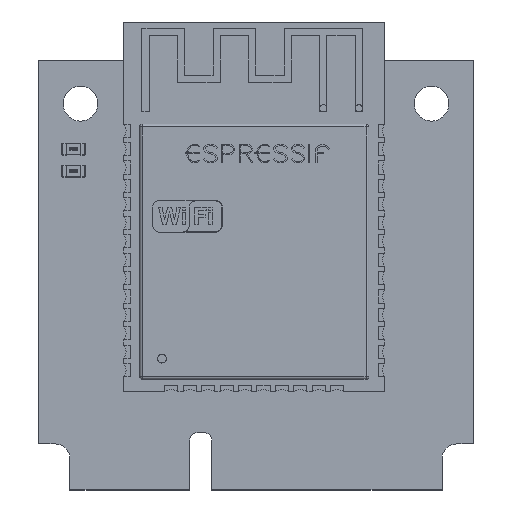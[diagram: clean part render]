
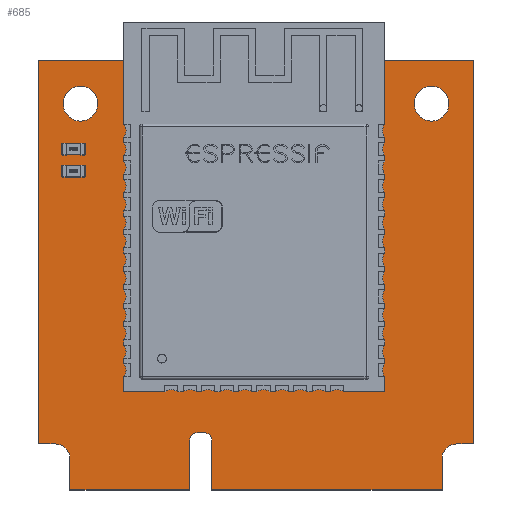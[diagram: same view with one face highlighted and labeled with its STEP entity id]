
A CAD part, top view. The second image highlights one B-rep face of the part: STEP entity #685.
In plain terms, the highlighted planar face has unit normal (0, 0, 1).
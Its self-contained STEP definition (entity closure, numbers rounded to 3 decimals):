
#92 = VERTEX_POINT('',#93);
#93 = CARTESIAN_POINT('',(2.286,0.381,0.411));
#99 = EDGE_CURVE('',#92,#100,#102,.T.);
#100 = VERTEX_POINT('',#101);
#101 = CARTESIAN_POINT('',(2.286,2.54,0.411));
#102 = LINE('',#103,#104);
#103 = CARTESIAN_POINT('',(2.286,0.381,0.411));
#104 = VECTOR('',#105,1.);
#105 = DIRECTION('',(0.,1.,0.));
#130 = EDGE_CURVE('',#100,#131,#133,.T.);
#131 = VERTEX_POINT('',#132);
#132 = CARTESIAN_POINT('',(1.27,3.556,0.411));
#133 = CIRCLE('',#134,1.017);
#134 = AXIS2_PLACEMENT_3D('',#135,#136,#137);
#135 = CARTESIAN_POINT('',(1.269,2.539,0.411));
#136 = DIRECTION('',(0.,0.,1.));
#137 = DIRECTION('',(1.,0.001,0.));
#163 = EDGE_CURVE('',#131,#164,#166,.T.);
#164 = VERTEX_POINT('',#165);
#165 = CARTESIAN_POINT('',(0.127,3.556,0.411));
#166 = LINE('',#167,#168);
#167 = CARTESIAN_POINT('',(1.27,3.556,0.411));
#168 = VECTOR('',#169,1.);
#169 = DIRECTION('',(-1.,0.,0.));
#194 = EDGE_CURVE('',#164,#195,#197,.T.);
#195 = VERTEX_POINT('',#196);
#196 = CARTESIAN_POINT('',(0.127,29.972,0.411));
#197 = LINE('',#198,#199);
#198 = CARTESIAN_POINT('',(0.127,3.556,0.411));
#199 = VECTOR('',#200,1.);
#200 = DIRECTION('',(0.,1.,0.));
#225 = EDGE_CURVE('',#195,#226,#228,.T.);
#226 = VERTEX_POINT('',#227);
#227 = CARTESIAN_POINT('',(30.099,29.972,0.411));
#228 = LINE('',#229,#230);
#229 = CARTESIAN_POINT('',(0.127,29.972,0.411));
#230 = VECTOR('',#231,1.);
#231 = DIRECTION('',(1.,0.,0.));
#256 = EDGE_CURVE('',#226,#257,#259,.T.);
#257 = VERTEX_POINT('',#258);
#258 = CARTESIAN_POINT('',(30.099,3.556,0.411));
#259 = LINE('',#260,#261);
#260 = CARTESIAN_POINT('',(30.099,29.972,0.411));
#261 = VECTOR('',#262,1.);
#262 = DIRECTION('',(0.,-1.,0.));
#287 = EDGE_CURVE('',#257,#288,#290,.T.);
#288 = VERTEX_POINT('',#289);
#289 = CARTESIAN_POINT('',(28.956,3.556,0.411));
#290 = LINE('',#291,#292);
#291 = CARTESIAN_POINT('',(30.099,3.556,0.411));
#292 = VECTOR('',#293,1.);
#293 = DIRECTION('',(-1.,0.,0.));
#318 = EDGE_CURVE('',#288,#319,#321,.T.);
#319 = VERTEX_POINT('',#320);
#320 = CARTESIAN_POINT('',(27.94,2.54,0.411));
#321 = CIRCLE('',#322,1.017);
#322 = AXIS2_PLACEMENT_3D('',#323,#324,#325);
#323 = CARTESIAN_POINT('',(28.957,2.539,0.411));
#324 = DIRECTION('',(0.,0.,1.));
#325 = DIRECTION('',(-0.001,1.,0.));
#351 = EDGE_CURVE('',#319,#352,#354,.T.);
#352 = VERTEX_POINT('',#353);
#353 = CARTESIAN_POINT('',(27.94,0.381,0.411));
#354 = LINE('',#355,#356);
#355 = CARTESIAN_POINT('',(27.94,2.54,0.411));
#356 = VECTOR('',#357,1.);
#357 = DIRECTION('',(0.,-1.,0.));
#382 = EDGE_CURVE('',#352,#383,#385,.T.);
#383 = VERTEX_POINT('',#384);
#384 = CARTESIAN_POINT('',(12.065,0.381,0.411));
#385 = LINE('',#386,#387);
#386 = CARTESIAN_POINT('',(27.94,0.381,0.411));
#387 = VECTOR('',#388,1.);
#388 = DIRECTION('',(-1.,0.,0.));
#413 = EDGE_CURVE('',#383,#414,#416,.T.);
#414 = VERTEX_POINT('',#415);
#415 = CARTESIAN_POINT('',(12.065,3.81,0.411));
#416 = LINE('',#417,#418);
#417 = CARTESIAN_POINT('',(12.065,0.381,0.411));
#418 = VECTOR('',#419,1.);
#419 = DIRECTION('',(0.,1.,0.));
#444 = EDGE_CURVE('',#414,#445,#447,.T.);
#445 = VERTEX_POINT('',#446);
#446 = CARTESIAN_POINT('',(11.557,4.318,0.411));
#447 = CIRCLE('',#448,0.509);
#448 = AXIS2_PLACEMENT_3D('',#449,#450,#451);
#449 = CARTESIAN_POINT('',(11.556,3.809,0.411));
#450 = DIRECTION('',(0.,0.,1.));
#451 = DIRECTION('',(1.,0.001,0.));
#477 = EDGE_CURVE('',#445,#478,#480,.T.);
#478 = VERTEX_POINT('',#479);
#479 = CARTESIAN_POINT('',(11.049,4.318,0.411));
#480 = LINE('',#481,#482);
#481 = CARTESIAN_POINT('',(11.557,4.318,0.411));
#482 = VECTOR('',#483,1.);
#483 = DIRECTION('',(-1.,0.,0.));
#508 = EDGE_CURVE('',#478,#509,#511,.T.);
#509 = VERTEX_POINT('',#510);
#510 = CARTESIAN_POINT('',(10.541,3.81,0.411));
#511 = CIRCLE('',#512,0.509);
#512 = AXIS2_PLACEMENT_3D('',#513,#514,#515);
#513 = CARTESIAN_POINT('',(11.05,3.809,0.411));
#514 = DIRECTION('',(0.,0.,1.));
#515 = DIRECTION('',(-0.001,1.,0.));
#541 = EDGE_CURVE('',#509,#542,#544,.T.);
#542 = VERTEX_POINT('',#543);
#543 = CARTESIAN_POINT('',(10.541,0.381,0.411));
#544 = LINE('',#545,#546);
#545 = CARTESIAN_POINT('',(10.541,3.81,0.411));
#546 = VECTOR('',#547,1.);
#547 = DIRECTION('',(0.,-1.,0.));
#572 = EDGE_CURVE('',#542,#92,#573,.T.);
#573 = LINE('',#574,#575);
#574 = CARTESIAN_POINT('',(10.541,0.381,0.411));
#575 = VECTOR('',#576,1.);
#576 = DIRECTION('',(-1.,0.,0.));
#596 = VERTEX_POINT('',#597);
#597 = CARTESIAN_POINT('',(4.213,27.006,0.411));
#603 = EDGE_CURVE('',#596,#596,#604,.T.);
#604 = CIRCLE('',#605,1.2);
#605 = AXIS2_PLACEMENT_3D('',#606,#607,#608);
#606 = CARTESIAN_POINT('',(3.013,27.006,0.411));
#607 = DIRECTION('',(0.,0.,1.));
#608 = DIRECTION('',(1.,0.,0.));
#629 = VERTEX_POINT('',#630);
#630 = CARTESIAN_POINT('',(28.413,27.006,0.411));
#636 = EDGE_CURVE('',#629,#629,#637,.T.);
#637 = CIRCLE('',#638,1.2);
#638 = AXIS2_PLACEMENT_3D('',#639,#640,#641);
#639 = CARTESIAN_POINT('',(27.213,27.006,0.411));
#640 = DIRECTION('',(0.,0.,1.));
#641 = DIRECTION('',(1.,0.,0.));
#685 = ADVANCED_FACE('',(#686,#704,#707),#710,.F.);
#686 = FACE_BOUND('',#687,.F.);
#687 = EDGE_LOOP('',(#688,#689,#690,#691,#692,#693,#694,#695,#696,#697,
    #698,#699,#700,#701,#702,#703));
#688 = ORIENTED_EDGE('',*,*,#99,.T.);
#689 = ORIENTED_EDGE('',*,*,#130,.T.);
#690 = ORIENTED_EDGE('',*,*,#163,.T.);
#691 = ORIENTED_EDGE('',*,*,#194,.T.);
#692 = ORIENTED_EDGE('',*,*,#225,.T.);
#693 = ORIENTED_EDGE('',*,*,#256,.T.);
#694 = ORIENTED_EDGE('',*,*,#287,.T.);
#695 = ORIENTED_EDGE('',*,*,#318,.T.);
#696 = ORIENTED_EDGE('',*,*,#351,.T.);
#697 = ORIENTED_EDGE('',*,*,#382,.T.);
#698 = ORIENTED_EDGE('',*,*,#413,.T.);
#699 = ORIENTED_EDGE('',*,*,#444,.T.);
#700 = ORIENTED_EDGE('',*,*,#477,.T.);
#701 = ORIENTED_EDGE('',*,*,#508,.T.);
#702 = ORIENTED_EDGE('',*,*,#541,.T.);
#703 = ORIENTED_EDGE('',*,*,#572,.T.);
#704 = FACE_BOUND('',#705,.F.);
#705 = EDGE_LOOP('',(#706));
#706 = ORIENTED_EDGE('',*,*,#603,.T.);
#707 = FACE_BOUND('',#708,.F.);
#708 = EDGE_LOOP('',(#709));
#709 = ORIENTED_EDGE('',*,*,#636,.T.);
#710 = PLANE('',#711);
#711 = AXIS2_PLACEMENT_3D('',#712,#713,#714);
#712 = CARTESIAN_POINT('',(2.286,0.381,0.411));
#713 = DIRECTION('',(0.,0.,-1.));
#714 = DIRECTION('',(-1.,0.,0.));
